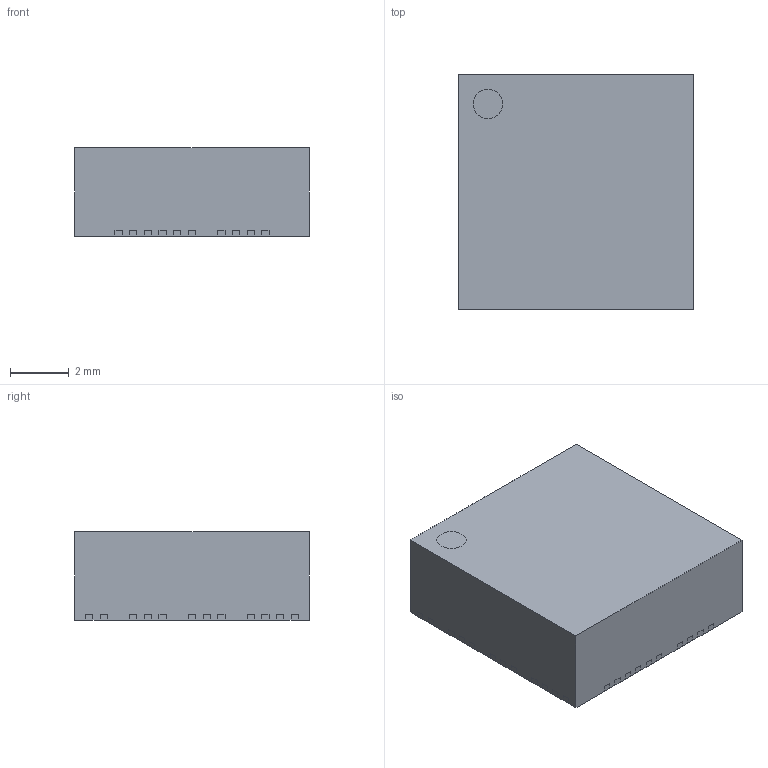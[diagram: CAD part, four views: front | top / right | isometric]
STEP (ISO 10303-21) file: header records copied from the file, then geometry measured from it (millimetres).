
FILE_DESCRIPTION((''),'2;1');
FILE_NAME('MICROCHIP_H3QFN88-52LD-PL-3.stp','2016-08-15T16:30:06',(''),(''),'Mechanical Desktop 2011','Mechanical Desktop 2011',', , ');
FILE_SCHEMA(('AUTOMOTIVE_DESIGN { 1 2 10303 214 1 1 1 1 }'));
Length unit declared in the file: millimetre
Products named in the file (1): Product
Bounding box: 8 x 8 x 3 mm (x, y, z)
Volume: 192 mm3; surface area: 310.9 mm2
Topology: 53 solids, 53 shells, 531 faces, 1260 edges, 840 vertices
Faces by surface type: plane 521, bspline 6, cylinder 4
Entity records: 14989 total; most frequent: CARTESIAN_POINT 2650, ORIENTED_EDGE 2520, DIRECTION 2320, EDGE_CURVE 1260, VECTOR 1252, LINE 1252, VERTEX_POINT 840, EDGE_LOOP 536
